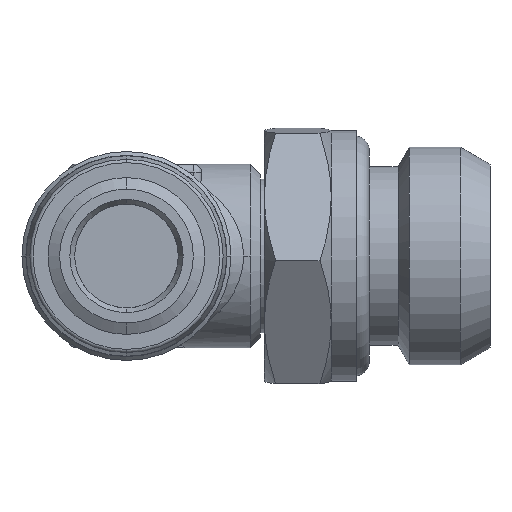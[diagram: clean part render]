
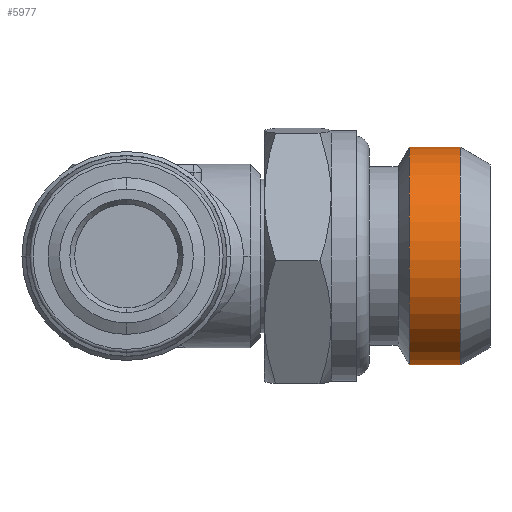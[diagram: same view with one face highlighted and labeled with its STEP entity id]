
A CAD part, left-side view. The second image highlights one B-rep face of the part: STEP entity #5977.
In plain terms, the highlighted cylindrical face has radius 6.52 mm (diameter 13.04 mm), a partial arc.
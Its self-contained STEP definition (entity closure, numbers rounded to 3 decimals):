
#172 = ORIENTED_EDGE ( 'NONE', *, *, #2409, .F. ) ;
#173 = ORIENTED_EDGE ( 'NONE', *, *, #7462, .T. ) ;
#174 = ORIENTED_EDGE ( 'NONE', *, *, #2410, .T. ) ;
#175 = ORIENTED_EDGE ( 'NONE', *, *, #7463, .F. ) ;
#369 = CARTESIAN_POINT ( 'NONE',  ( 178.126, 169.496, 0. ) ) ;
#370 = DIRECTION ( 'NONE',  ( 0., -1., 0. ) ) ;
#378 = DIRECTION ( 'NONE',  ( 0.033, 0., -0.999 ) ) ;
#456 = CARTESIAN_POINT ( 'NONE',  ( 178.126, 174.321, 0. ) ) ;
#457 = DIRECTION ( 'NONE',  ( 0., -1., 0. ) ) ;
#458 = DIRECTION ( 'NONE',  ( 0.033, 0., -0.999 ) ) ;
#459 = CARTESIAN_POINT ( 'NONE',  ( 178.126, 171.263, 0. ) ) ;
#460 = DIRECTION ( 'NONE',  ( 0., -1., 0. ) ) ;
#461 = DIRECTION ( 'NONE',  ( 0.033, 0., -0.999 ) ) ;
#1581 = DIRECTION ( 'NONE',  ( 0., -1., 0. ) ) ;
#1582 = CARTESIAN_POINT ( 'NONE',  ( 177.91, 169.496, 6.516 ) ) ;
#1586 = CARTESIAN_POINT ( 'NONE',  ( 178.342, 169.496, -6.516 ) ) ;
#1588 = DIRECTION ( 'NONE',  ( 0., -1., 0. ) ) ;
#2409 = EDGE_CURVE ( 'NONE', #2975, #2977, #9194, .T. ) ;
#2410 = EDGE_CURVE ( 'NONE', #2974, #2976, #9197, .T. ) ;
#2974 = VERTEX_POINT ( 'NONE', #5877 ) ;
#2975 = VERTEX_POINT ( 'NONE', #5878 ) ;
#2976 = VERTEX_POINT ( 'NONE', #5879 ) ;
#2977 = VERTEX_POINT ( 'NONE', #5880 ) ;
#4607 = AXIS2_PLACEMENT_3D ( 'NONE', #369, #370, #378 ) ;
#4635 = AXIS2_PLACEMENT_3D ( 'NONE', #456, #457, #458 ) ;
#4636 = AXIS2_PLACEMENT_3D ( 'NONE', #459, #460, #461 ) ;
#5877 = CARTESIAN_POINT ( 'NONE',  ( 178.342, 174.321, -6.516 ) ) ;
#5878 = CARTESIAN_POINT ( 'NONE',  ( 177.91, 174.321, 6.516 ) ) ;
#5879 = CARTESIAN_POINT ( 'NONE',  ( 178.342, 171.263, -6.516 ) ) ;
#5880 = CARTESIAN_POINT ( 'NONE',  ( 177.91, 171.263, 6.516 ) ) ;
#5977 = ADVANCED_FACE ( 'NONE', ( #8113 ), #8121, .T. ) ;
#7462 = EDGE_CURVE ( 'NONE', #2975, #2974, #8143, .T. ) ;
#7463 = EDGE_CURVE ( 'NONE', #2977, #2976, #8142, .T. ) ;
#8113 = FACE_OUTER_BOUND ( 'NONE', #9075, .T. ) ;
#8121 = CYLINDRICAL_SURFACE ( 'NONE', #4607, 6.52 ) ;
#8142 = CIRCLE ( 'NONE', #4636, 6.52 ) ;
#8143 = CIRCLE ( 'NONE', #4635, 6.52 ) ;
#9075 = EDGE_LOOP ( 'NONE', ( #172, #173, #174, #175 ) ) ;
#9194 = LINE ( 'NONE', #1582, #9198 ) ;
#9197 = LINE ( 'NONE', #1586, #9200 ) ;
#9198 = VECTOR ( 'NONE', #1581, 1000. ) ;
#9200 = VECTOR ( 'NONE', #1588, 1000. ) ;
